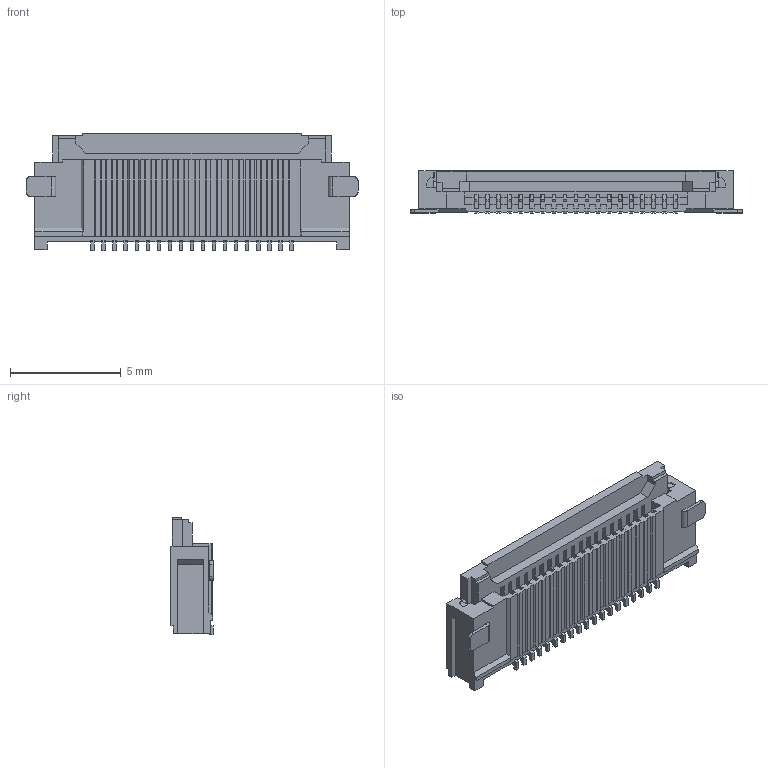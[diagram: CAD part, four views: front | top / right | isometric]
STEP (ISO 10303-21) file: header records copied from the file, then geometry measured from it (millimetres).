
FILE_DESCRIPTION((''),'2;1');
FILE_NAME('5052781933','2022-01-14T',('gga'),(''),'PRO/ENGINEER BY PARAMETRIC TECHNOLOGY CORPORATION, 2016010','PRO/ENGINEER BY PARAMETRIC TECHNOLOGY CORPORATION, 2016010','');
FILE_SCHEMA(('CONFIG_CONTROL_DESIGN'));
Length unit declared in the file: millimetre
Products named in the file (1): 5052781933
Bounding box: 15 x 1.9 x 5.3 mm (x, y, z)
Volume: 78.8 mm3; surface area: 440.4 mm2
Topology: 1 solids, 1 shells, 1149 faces, 3317 edges, 2206 vertices
Faces by surface type: plane 1000, cylinder 149
Entity records: 37258 total; most frequent: CARTESIAN_POINT 6680, ORIENTED_EDGE 6634, DIRECTION 5913, EDGE_CURVE 3317, VECTOR 3017, LINE 3017, VERTEX_POINT 2206, AXIS2_PLACEMENT_3D 1448
